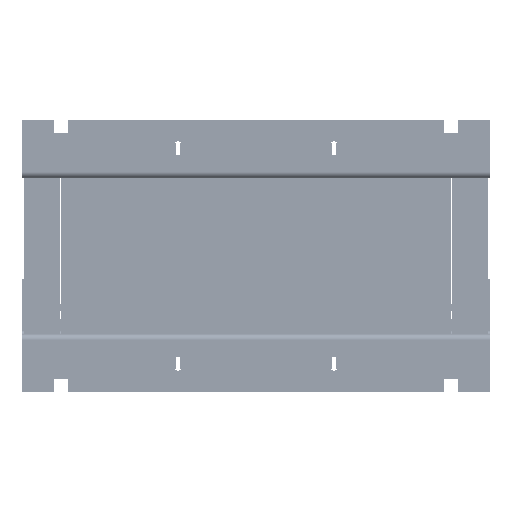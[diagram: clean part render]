
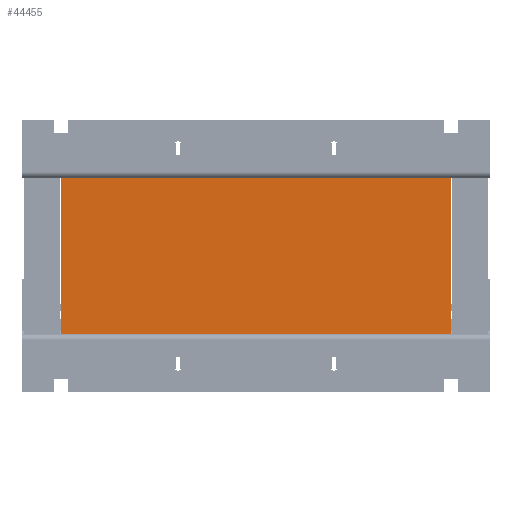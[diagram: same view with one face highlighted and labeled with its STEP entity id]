
A CAD part, front view. The second image highlights one B-rep face of the part: STEP entity #44455.
In plain terms, the highlighted planar face has unit normal (0, -1, 0).
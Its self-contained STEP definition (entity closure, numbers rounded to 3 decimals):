
#2294=FACE_OUTER_BOUND('',#4526,.T.);
#4526=EDGE_LOOP('',(#29041,#29042,#29043,#29044));
#7038=LINE('',#62659,#12342);
#7053=LINE('',#62707,#12357);
#7056=LINE('',#62712,#12360);
#7057=LINE('',#62714,#12361);
#12342=VECTOR('',#50311,10.);
#12357=VECTOR('',#50350,10.);
#12360=VECTOR('',#50355,10.);
#12361=VECTOR('',#50358,10.);
#17646=VERTEX_POINT('',#62657);
#17647=VERTEX_POINT('',#62658);
#17668=VERTEX_POINT('',#62706);
#17669=VERTEX_POINT('',#62710);
#22274=EDGE_CURVE('',#17646,#17647,#7038,.T.);
#22297=EDGE_CURVE('',#17668,#17646,#7053,.T.);
#22300=EDGE_CURVE('',#17647,#17669,#7056,.T.);
#22301=EDGE_CURVE('',#17669,#17668,#7057,.T.);
#29041=ORIENTED_EDGE('',*,*,#22301,.T.);
#29042=ORIENTED_EDGE('',*,*,#22297,.T.);
#29043=ORIENTED_EDGE('',*,*,#22274,.T.);
#29044=ORIENTED_EDGE('',*,*,#22300,.T.);
#40549=PLANE('',#46800);
#44455=ADVANCED_FACE('',(#2294),#40549,.T.);
#46800=AXIS2_PLACEMENT_3D('',#62713,#50356,#50357);
#50311=DIRECTION('',(1.,0.,0.));
#50350=DIRECTION('',(0.,0.,-1.));
#50355=DIRECTION('',(0.,0.,1.));
#50356=DIRECTION('center_axis',(0.,-1.,0.));
#50357=DIRECTION('ref_axis',(0.,0.,
1.));
#50358=DIRECTION('',(-1.,0.,0.));
#62657=CARTESIAN_POINT('',(-125.,-125.,-50.));
#62658=CARTESIAN_POINT('',(125.,-125.,-50.));
#62659=CARTESIAN_POINT('',(-125.,-125.,-50.));
#62706=CARTESIAN_POINT('',(-125.,-125.,50.));
#62707=CARTESIAN_POINT('',(-125.,-125.,0.));
#62710=CARTESIAN_POINT('',(125.,-125.,50.));
#62712=CARTESIAN_POINT('',(125.,-125.,0.));
#62713=CARTESIAN_POINT('Origin',(125.,-125.,0.));
#62714=CARTESIAN_POINT('',(-125.,-125.,50.));
